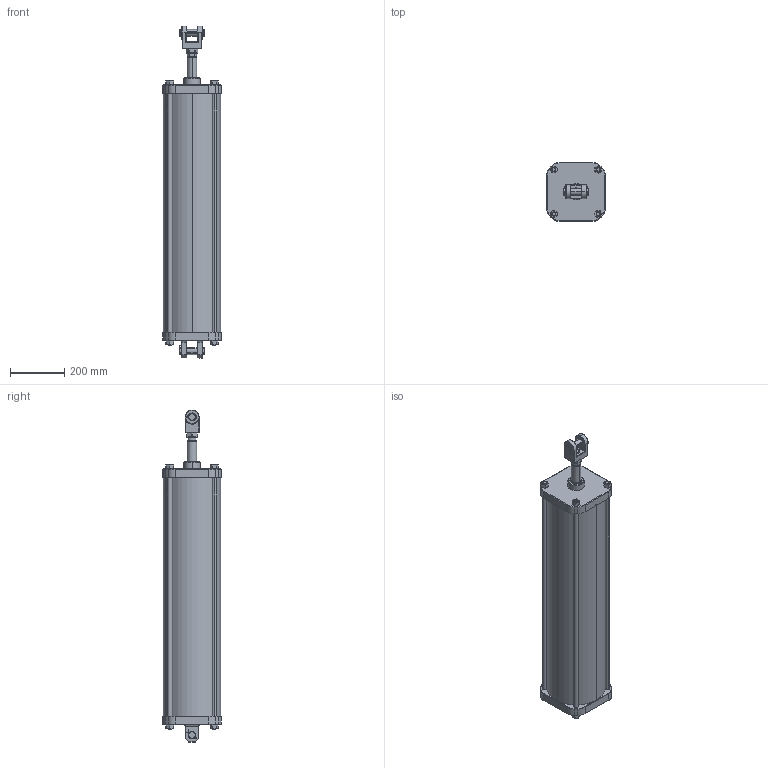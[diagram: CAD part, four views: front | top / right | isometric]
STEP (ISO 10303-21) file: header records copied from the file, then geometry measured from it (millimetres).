
FILE_DESCRIPTION (( 'STEP AP203' ), '1' );
FILE_NAME ('EC8S330F1N097NX.STEP', '2022-01-27T14:21:35', ( '' ), ( '' ), 'SwSTEP 2.0', 'SolidWorks 2021', '' );
FILE_SCHEMA (( 'CONFIG_CONTROL_DESIGN' ));
Length unit declared in the file: inch
Products named in the file (19): 183COTTERPIN; 8.0T33S LOGOTM; 8C; 18cotter pin X 1.25; 4 STOP TUBE 1.38ROD; BDP-10H; 8T33SCOMP; 58HEXNUT; 1.38Rod4StopTube 33ES; .625TR33S; EC8S330F1N097NX; BDC-10M; FRONTCAP; 1.375 ECONO BEARING; 1.38Rod4StopTube; 8 INCH PISTON AIR; 1.375 WIPER
Assembly tree (31 placements, depth 3):
  EC8S330F1N097NX
    FRONTCAP
    1.375 ECONO BEARING
    1.375 WIPER
    1.38Rod4StopTube 33ES
      1.38Rod4StopTube
      4 STOP TUBE 1.38ROD
    8C
    8 INCH PISTON AIR
    .625TR33S  x4
    BDC-10M
      BDC-10M
      BDP-10H
      183COTTERPIN  x2
    58HEXNUT  x8
    BDP-10H
      BDP-10H
      18cotter pin X 1.25  x2
    8T33SCOMP
      8.0T33S LOGOTM
Bounding box: 215.9 x 215.9 x 1222.38 mm (x, y, z)
Volume: 9134665.8 mm3; surface area: 1989992.1 mm2
Topology: 28 solids, 28 shells, 1482 faces, 3395 edges, 2007 vertices
Faces by surface type: cone 574, plane 359, cylinder 302, bspline 122, torus 118, sphere 7
Entity records: 33898 total; most frequent: CARTESIAN_POINT 12507, DIRECTION 3980, ORIENTED_EDGE 3924, EDGE_CURVE 1962, AXIS2_PLACEMENT_3D 1541, VERTEX_POINT 1184, EDGE_LOOP 958, LINE 898
